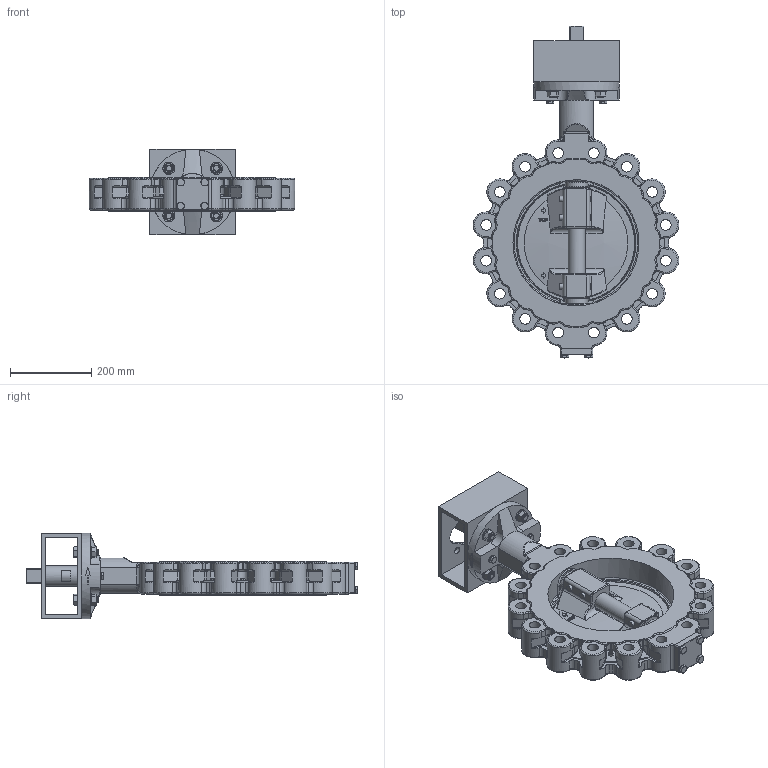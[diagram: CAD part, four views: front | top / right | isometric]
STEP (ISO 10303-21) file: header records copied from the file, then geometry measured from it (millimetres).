
FILE_DESCRIPTION(/* description */ (''),/* implementation_level */ '2;1');
FILE_NAME(/* name */ 'HP114-C DN300 PN40.stp',/* time_stamp */ '2018-12-04T10:37:28+01:00',/* author */ ('hellwig'),/* organization */ (''),/* preprocessor_version */ 'ST-DEVELOPER v16.5',/* originating_system */ 'Autodesk Inventor 2017',/* authorisation */ '');
FILE_SCHEMA (('CONFIG_CONTROL_DESIGN'));
Products named in the file (1): MD_M1527
Bounding box: 505.33 x 816 x 210 mm (x, y, z)
Volume: 13079481.1 mm3; surface area: 1580716.5 mm2
Topology: 1 solids, 26 shells, 2750 faces, 7096 edges, 4482 vertices
Faces by surface type: plane 1063, cylinder 841, torus 391, bspline 233, cone 206, sphere 16
Full cylindrical faces by diameter (mm): 4.917 x14, 6 x28, 8.376 x2, 10 x2, 10.106 x4, 10.5 x2, 12 x6, 12.5 x14, 13 x4, 14 x3, 14.2 x3, 14.63 x2, 14.917 x4, 16 x8, 16.63 x4, 17 x4, 17.5 x4, 20 x3, 22 x8, 26.211 x16, 30 x4, 40 x1, 42 x2, 42.05 x2, 42.1 x1, 42.2 x3, 44.1 x1, 45.35 x2, 48.2 x2, 50 x1
Entity records: 90112 total; most frequent: CARTESIAN_POINT 24988, DIRECTION 13262, ORIENTED_EDGE 13170, EDGE_CURVE 6581, AXIS2_PLACEMENT_3D 5367, VERTEX_POINT 4303, EDGE_LOOP 3318, FACE_OUTER_BOUND 2750
